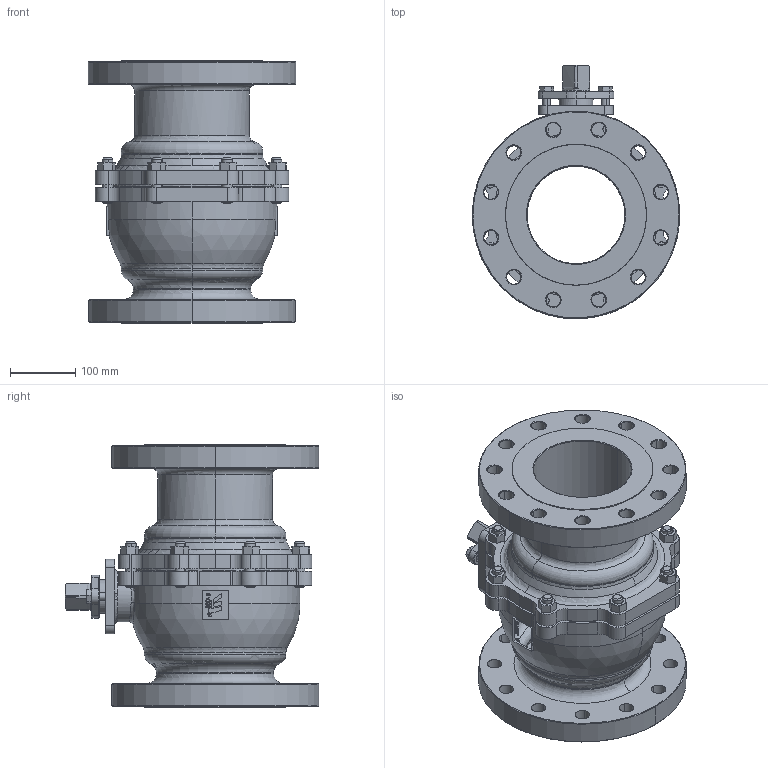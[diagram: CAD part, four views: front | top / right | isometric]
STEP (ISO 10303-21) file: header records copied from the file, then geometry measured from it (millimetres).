
FILE_DESCRIPTION (( 'STEP AP214' ), '1' );
FILE_NAME ('FM-F3-0600-XXX.step', '2019-10-30T12:41:16', ( '' ), ( '' ), 'SwSTEP 2.0', 'SolidWorks 2019', '' );
FILE_SCHEMA (( 'AUTOMOTIVE_DESIGN' ));
Length unit declared in the file: inch
Products named in the file (1): FM-F3-0600-XXX
Bounding box: 318 x 389 x 403 mm (x, y, z)
Surface area: 834823.7 mm2 (no closed solid volume)
Topology: 0 solids, 44 shells, 616 faces, 1666 edges, 1097 vertices
Faces by surface type: cylinder 220, cone 173, plane 169, torus 33, bspline 17, sphere 4
Entity records: 47090 total; most frequent: CARTESIAN_POINT 26977, ORIENTED_EDGE 3005, EDGE_CURVE 1666, B_SPLINE_CURVE_WITH_KNOTS 1614, DIRECTION 1268, VERTEX_POINT 1097, EDGE_LOOP 729, AXIS2_PLACEMENT_3D 620
